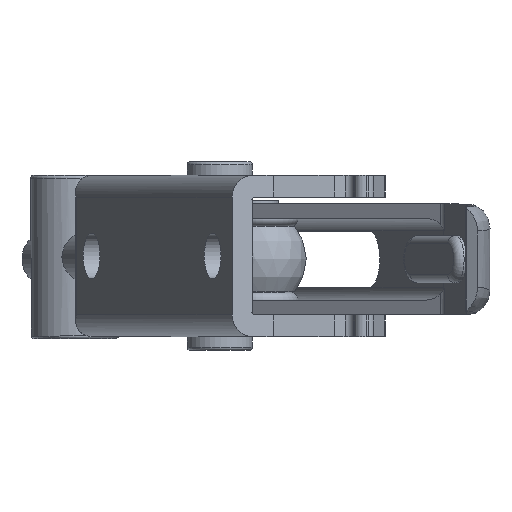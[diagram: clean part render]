
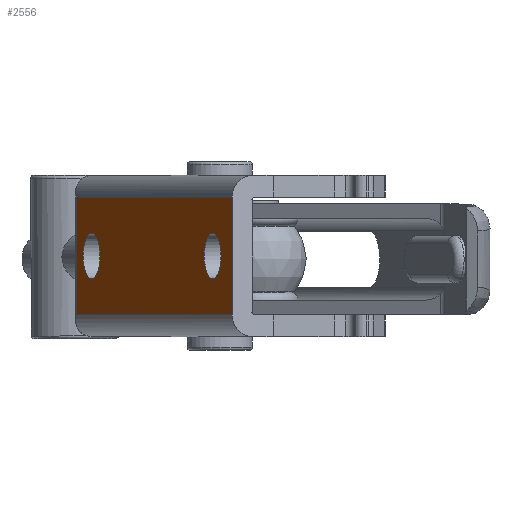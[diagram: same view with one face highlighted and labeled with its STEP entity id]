
A CAD part, front view. The second image highlights one B-rep face of the part: STEP entity #2556.
In plain terms, the highlighted face is planar.
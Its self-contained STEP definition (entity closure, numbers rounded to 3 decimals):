
#130=PLANE('',#2899);
#213=LINE('',#4039,#390);
#215=LINE('',#4047,#392);
#216=LINE('',#4049,#393);
#217=LINE('',#4050,#394);
#390=VECTOR('',#3244,77.2);
#392=VECTOR('',#3252,21.6);
#393=VECTOR('',#3253,77.2);
#394=VECTOR('',#3254,21.6);
#561=FACE_BOUND('',#805,.T.);
#562=FACE_BOUND('',#806,.T.);
#639=FACE_OUTER_BOUND('',#804,.T.);
#804=EDGE_LOOP('',(#1812,#1813,#1814,#1815));
#805=EDGE_LOOP('',(#1816));
#806=EDGE_LOOP('',(#1817));
#1024=CIRCLE('',#2876,4.14);
#1026=CIRCLE('',#2879,4.15);
#1159=VERTEX_POINT('',#3963);
#1161=VERTEX_POINT('',#3968);
#1187=VERTEX_POINT('',#4027);
#1188=VERTEX_POINT('',#4038);
#1191=VERTEX_POINT('',#4046);
#1192=VERTEX_POINT('',#4048);
#1414=EDGE_CURVE('',#1159,#1159,#1024,.T.);
#1416=EDGE_CURVE('',#1161,#1161,#1026,.T.);
#1445=EDGE_CURVE('',#1187,#1188,#213,.T.);
#1449=EDGE_CURVE('',#1187,#1191,#215,.T.);
#1450=EDGE_CURVE('',#1192,#1191,#216,.T.);
#1451=EDGE_CURVE('',#1188,#1192,#217,.T.);
#1812=ORIENTED_EDGE('',*,*,#1445,.F.);
#1813=ORIENTED_EDGE('',*,*,#1449,.T.);
#1814=ORIENTED_EDGE('',*,*,#1450,.F.);
#1815=ORIENTED_EDGE('',*,*,#1451,.F.);
#1816=ORIENTED_EDGE('',*,*,#1414,.T.);
#1817=ORIENTED_EDGE('',*,*,#1416,.T.);
#2556=ADVANCED_FACE('',(#639,#561,#562),#130,.T.);
#2876=AXIS2_PLACEMENT_3D('',#3964,#3187,#3188);
#2879=AXIS2_PLACEMENT_3D('',#3969,#3193,#3194);
#2899=AXIS2_PLACEMENT_3D('',#4045,#3250,#3251);
#3187=DIRECTION('center_axis',(1.,0.,0.));
#3188=DIRECTION('ref_axis',(0.,1.,0.));
#3193=DIRECTION('center_axis',(1.,0.,0.));
#3194=DIRECTION('ref_axis',(0.,1.,0.));
#3244=DIRECTION('',(0.,-1.,0.));
#3250=DIRECTION('center_axis',(-1.,0.,0.));
#3251=DIRECTION('ref_axis',(0.,0.,1.));
#3252=DIRECTION('',(0.,0.,-1.));
#3253=DIRECTION('',(0.,1.,0.));
#3254=DIRECTION('',(0.,0.,-1.));
#3963=CARTESIAN_POINT('',(105.75,340.763,-14.8));
#3964=CARTESIAN_POINT('Origin',(105.75,344.903,-14.8));
#3968=CARTESIAN_POINT('',(105.75,400.753,-14.8));
#3969=CARTESIAN_POINT('Origin',(105.75,404.903,-14.8));
#4027=CARTESIAN_POINT('',(105.75,412.426,-4.));
#4038=CARTESIAN_POINT('',(105.75,335.226,-4.));
#4039=CARTESIAN_POINT('',(105.75,374.376,-4.));
#4045=CARTESIAN_POINT('Origin',(105.75,412.426,0.));
#4046=CARTESIAN_POINT('',(105.75,412.426,-25.6));
#4047=CARTESIAN_POINT('',(105.75,412.426,0.));
#4048=CARTESIAN_POINT('',(105.75,335.226,-25.6));
#4049=CARTESIAN_POINT('',(105.75,374.376,-25.6));
#4050=CARTESIAN_POINT('',(105.75,335.226,0.));
